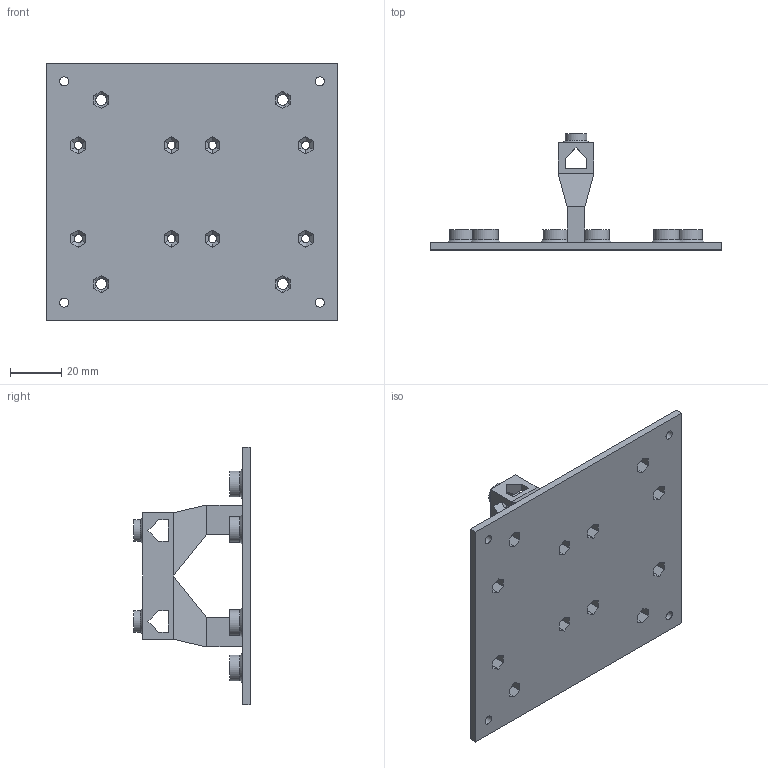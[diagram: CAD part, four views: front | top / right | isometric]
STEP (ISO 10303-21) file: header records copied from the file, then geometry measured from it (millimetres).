
FILE_DESCRIPTION(/* description */ (''),/* implementation_level */ '2;1');
FILE_NAME(/* name */ 'stepper driver enclosure v4.step',/* time_stamp */ '2022-09-28T11:54:40-07:00',/* author */ (''),/* organization */ (''),/* preprocessor_version */ 'ST-DEVELOPER v19',/* originating_system */ 'Autodesk Translation Framework v11.7.0.108',/* authorisation */ '');
FILE_SCHEMA (('AUTOMOTIVE_DESIGN { 1 0 10303 214 3 1 1 }'));
Length unit declared in the file: millimetre
Products named in the file (2): stepper driver enclosure; Component1
Assembly tree (1 placements, depth 2):
  stepper driver enclosure
    Component1
Bounding box: 114 x 45.5 x 100.5 mm (x, y, z)
Volume: 49792.8 mm3; surface area: 33379.4 mm2
Topology: 1 solids, 1 shells, 368 faces, 960 edges, 598 vertices
Faces by surface type: plane 322, cylinder 32, cone 14
Full cylindrical faces by diameter (mm): 3.25 x10, 3.5 x4, 4.25 x4, 8.5 x2, 10 x8
Entity records: 11263 total; most frequent: CARTESIAN_POINT 1945, DIRECTION 1940, ORIENTED_EDGE 1920, EDGE_CURVE 960, LINE 706, VECTOR 706, AXIS2_PLACEMENT_3D 617, VERTEX_POINT 598
